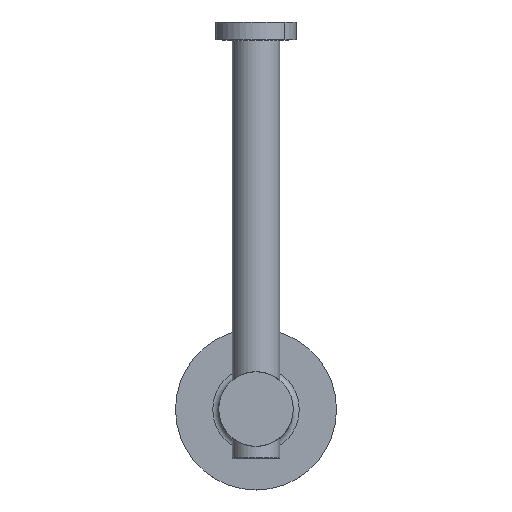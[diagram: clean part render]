
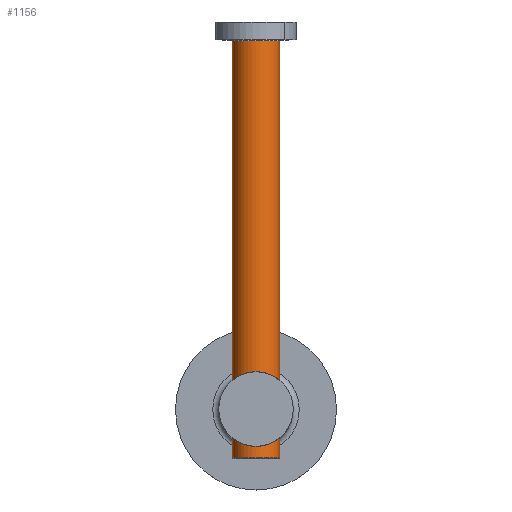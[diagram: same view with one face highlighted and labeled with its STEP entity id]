
A CAD part, top view. The second image highlights one B-rep face of the part: STEP entity #1156.
In plain terms, the highlighted cylindrical face has radius 7.94 mm (diameter 15.88 mm), a partial arc.
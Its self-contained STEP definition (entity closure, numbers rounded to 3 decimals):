
#13 = AXIS2_PLACEMENT_3D ( 'NONE', #365, #959, #614 ) ;
#28 = CARTESIAN_POINT ( 'NONE',  ( 0., -16.7, 73. ) ) ;
#42 = ORIENTED_EDGE ( 'NONE', *, *, #322, .T. ) ;
#52 = FACE_OUTER_BOUND ( 'NONE', #1244, .T. ) ;
#157 = CARTESIAN_POINT ( 'NONE',  ( 7.94, -16.4, 73. ) ) ;
#184 = ORIENTED_EDGE ( 'NONE', *, *, #307, .T. ) ;
#256 = ORIENTED_EDGE ( 'NONE', *, *, #471, .F. ) ;
#270 = CARTESIAN_POINT ( 'NONE',  ( -7.94, -16.7, 73. ) ) ;
#281 = DIRECTION ( 'NONE',  ( 1., 0., 0. ) ) ;
#306 = VERTEX_POINT ( 'NONE', #1174 ) ;
#307 = EDGE_CURVE ( 'NONE', #306, #660, #654, .T. ) ;
#322 = EDGE_CURVE ( 'NONE', #514, #306, #598, .T. ) ;
#365 = CARTESIAN_POINT ( 'NONE',  ( 0., 123.5, 73. ) ) ;
#373 = LINE ( 'NONE', #270, #988 ) ;
#471 = EDGE_CURVE ( 'NONE', #1025, #660, #373, .T. ) ;
#514 = VERTEX_POINT ( 'NONE', #157 ) ;
#544 = EDGE_CURVE ( 'NONE', #1025, #514, #842, .T. ) ;
#598 = LINE ( 'NONE', #1313, #1382 ) ;
#614 = DIRECTION ( 'NONE',  ( -1., 0., 0. ) ) ;
#654 = CIRCLE ( 'NONE', #13, 7.94 ) ;
#660 = VERTEX_POINT ( 'NONE', #997 ) ;
#693 = AXIS2_PLACEMENT_3D ( 'NONE', #28, #1293, #281 ) ;
#736 = CARTESIAN_POINT ( 'NONE',  ( -7.94, -16.4, 73. ) ) ;
#760 = ORIENTED_EDGE ( 'NONE', *, *, #544, .T. ) ;
#842 = CIRCLE ( 'NONE', #1231, 7.94 ) ;
#879 = DIRECTION ( 'NONE',  ( 0., 1., 0. ) ) ;
#944 = DIRECTION ( 'NONE',  ( 0., 1., 0. ) ) ;
#959 = DIRECTION ( 'NONE',  ( 0., -1., 0. ) ) ;
#988 = VECTOR ( 'NONE', #944, 1000. ) ;
#997 = CARTESIAN_POINT ( 'NONE',  ( -7.94, 123.5, 73. ) ) ;
#1025 = VERTEX_POINT ( 'NONE', #736 ) ;
#1051 = CYLINDRICAL_SURFACE ( 'NONE', #693, 7.94 ) ;
#1069 = DIRECTION ( 'NONE',  ( 0., 1., 0. ) ) ;
#1106 = DIRECTION ( 'NONE',  ( -1., 0., 0. ) ) ;
#1156 = ADVANCED_FACE ( 'NONE', ( #52 ), #1051, .T. ) ;
#1174 = CARTESIAN_POINT ( 'NONE',  ( 7.94, 123.5, 73. ) ) ;
#1231 = AXIS2_PLACEMENT_3D ( 'NONE', #1241, #879, #1106 ) ;
#1241 = CARTESIAN_POINT ( 'NONE',  ( 0., -16.4, 73. ) ) ;
#1244 = EDGE_LOOP ( 'NONE', ( #256, #760, #42, #184 ) ) ;
#1293 = DIRECTION ( 'NONE',  ( 0., 1., 0. ) ) ;
#1313 = CARTESIAN_POINT ( 'NONE',  ( 7.94, -16.7, 73. ) ) ;
#1382 = VECTOR ( 'NONE', #1069, 1000. ) ;
